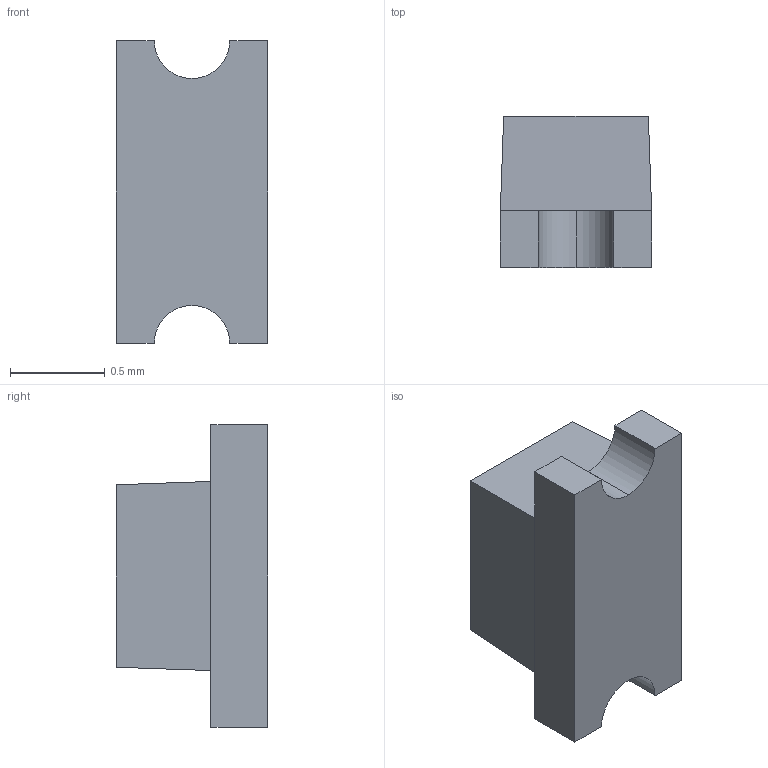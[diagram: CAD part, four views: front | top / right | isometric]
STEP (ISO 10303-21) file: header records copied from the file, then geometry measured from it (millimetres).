
FILE_DESCRIPTION (( 'STEP AP203' ), '1' );
FILE_NAME ('0605-LED_Verde.STEP', '2015-02-17T13:34:54', ( 'user1' ), ( '' ), 'SwSTEP 2.0', 'SolidWorks 2014', '' );
FILE_SCHEMA (( 'CONFIG_CONTROL_DESIGN' ));
Length unit declared in the file: millimetre
Products named in the file (1): 0605-LED_Verde
Bounding box: 0.8 x 0.8 x 1.6 mm (x, y, z)
Volume: 0.7 mm3; surface area: 5.6 mm2
Topology: 1 solids, 1 shells, 20 faces, 47 edges, 30 vertices
Faces by surface type: plane 15, cylinder 5
Entity records: 646 total; most frequent: DIRECTION 99, CARTESIAN_POINT 98, ORIENTED_EDGE 94, EDGE_CURVE 47, LINE 37, VECTOR 37, AXIS2_PLACEMENT_3D 31, VERTEX_POINT 30
